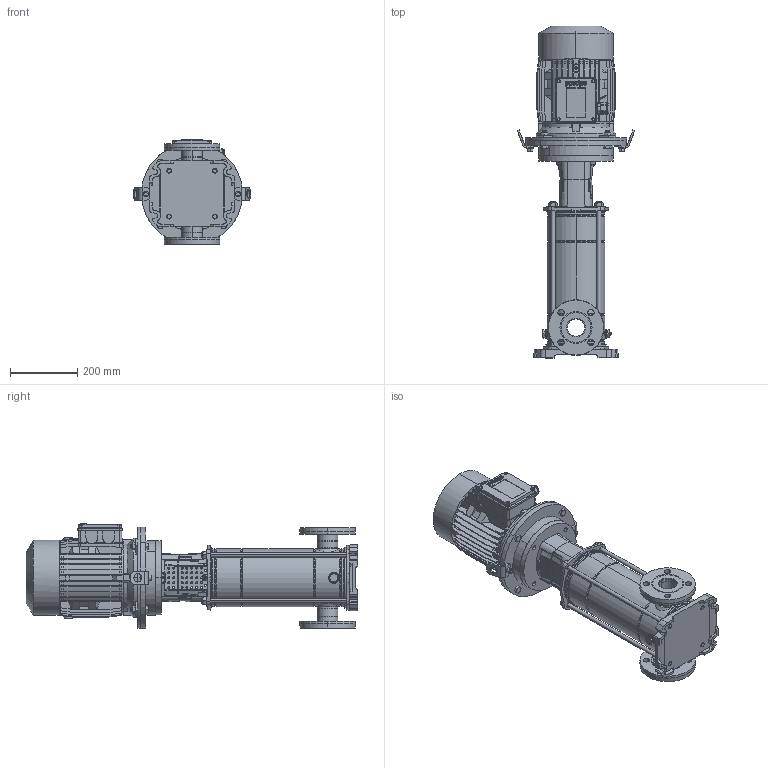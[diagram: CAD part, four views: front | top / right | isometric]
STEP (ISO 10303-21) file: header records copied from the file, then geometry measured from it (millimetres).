
FILE_DESCRIPTION (( 'STEP AP214' ), '1' );
FILE_NAME ('10007603swa00.step', '2022-05-26T07:36:07', ( '' ), ( '' ), 'SwSTEP 2.0', 'SolidWorks 2020', '' );
FILE_SCHEMA (( 'AUTOMOTIVE_DESIGN' ));
Length unit declared in the file: millimetre
Products named in the file (24): 10007530swa00; 4.92.204swp03_VERSIONE MACCHINA UTENSILE; 10000005swn00_M12 õ; 3.92.277swp01_MXV 50-1505-50-2005 Sempl.; 10000006swn00_M14 A2-70; 10007431swp00_Flangia mot. 132; 3.92.248swp01_3_92_248_Sempl.; 10007434swp00_112 ORIZ; 4.92.027swp03_4_92_027_AISI304; 4.92.212swp01; 4.92.204swp01_VERSIONE MACCHINA UTENSILE; 10000033swn00_M10x14 A2; 10007576swa00_M112; 10007670swn00_M25x1.5; 4.92.226swp02; 3.92.244swp01_Semplificato; 4.92.223swp01_M14 X 453; 10007671swn00_M25x1,5; 10007603swa00; 10000022swn00_M12x45 UNI 5737 6.8; 4.92.211swp01; 3.92.270swp01_3.92.270 Semplificato; 4.92.222swp03_DN50 semplificato; 10007568swp00_M112 B5-De300
Assembly tree (39 placements, depth 3):
  10007603swa00
    10007576swa00_M112
      10007568swp00_M112 B5-De300
      10007434swp00_112 ORIZ
      10007670swn00_M25x1.5
      10007671swn00_M25x1,5
    10007530swa00
      3.92.244swp01_Semplificato
      3.92.277swp01_MXV 50-1505-50-2005 Sempl.
      3.92.248swp01_3_92_248_Sempl.
      4.92.223swp01_M14 X 453  x4
      10007431swp00_Flangia mot. 132
      4.92.027swp03_4_92_027_AISI304
      10000006swn00_M14 A2-70  x4
      3.92.270swp01_3.92.270 Semplificato
      4.92.204swp03_VERSIONE MACCHINA UTENSILE
      4.92.204swp01_VERSIONE MACCHINA UTENSILE
      4.92.222swp03_DN50 semplificato  x2
      4.92.212swp01
      4.92.226swp02  x2
      4.92.211swp01  x2
      10000033swn00_M10x14 A2  x2
    10000022swn00_M12x45 UNI 5737 6.8  x4
    10000005swn00_M12 õ  x4
Bounding box: 348.62 x 985.1 x 310.7 mm (x, y, z)
Volume: 27316201.7 mm3; surface area: 2085924.1 mm2
Topology: 43 solids, 46 shells, 3477 faces, 8871 edges, 5666 vertices
Faces by surface type: plane 1573, cylinder 804, cone 673, bspline 284, torus 143
Entity records: 99010 total; most frequent: CARTESIAN_POINT 26378, ORIENTED_EDGE 14840, DIRECTION 13844, EDGE_CURVE 7420, AXIS2_PLACEMENT_3D 4862, VERTEX_POINT 4777, LINE 4120, VECTOR 4120
